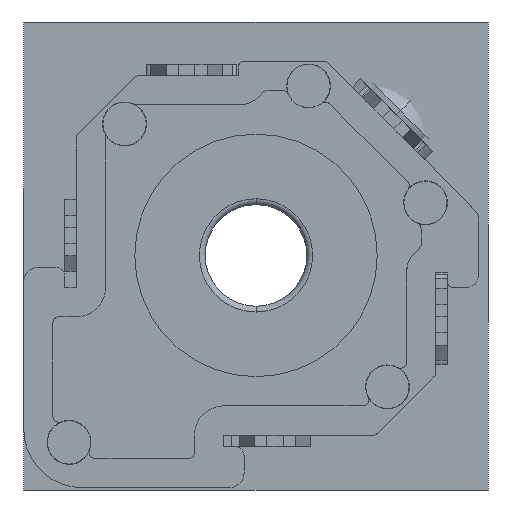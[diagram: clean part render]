
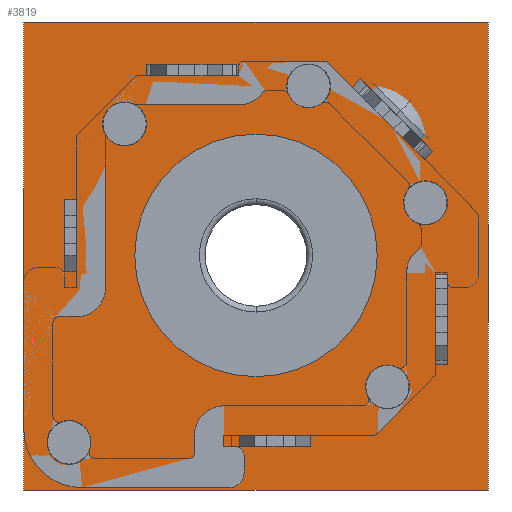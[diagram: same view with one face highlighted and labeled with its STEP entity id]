
A CAD part, front view. The second image highlights one B-rep face of the part: STEP entity #3819.
In plain terms, the highlighted planar face has unit normal (0, -1, 0).
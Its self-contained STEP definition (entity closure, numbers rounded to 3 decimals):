
#582=DIRECTION('',(1.,0.,0.));
#583=VECTOR('',#582,15.9);
#584=CARTESIAN_POINT('',(-7.95,0.5,7.99));
#585=LINE('',#584,#583);
#590=DIRECTION('',(0.,0.,-1.));
#591=VECTOR('',#590,16.02);
#592=CARTESIAN_POINT('',(7.95,0.5,7.99));
#593=LINE('',#592,#591);
#602=DIRECTION('',(-1.,0.,0.));
#603=VECTOR('',#602,15.9);
#604=CARTESIAN_POINT('',(7.95,0.5,-8.03));
#605=LINE('',#604,#603);
#618=DIRECTION('',(0.,0.,1.));
#619=VECTOR('',#618,16.02);
#620=CARTESIAN_POINT('',(-7.95,0.5,-8.03));
#621=LINE('',#620,#619);
#626=CARTESIAN_POINT('',(0.,0.5,0.));
#627=DIRECTION('',(0.,1.,0.));
#628=DIRECTION('',(0.,0.,-1.));
#629=AXIS2_PLACEMENT_3D('',#626,#627,#628);
#631=CARTESIAN_POINT('',(0.,0.5,0.));
#632=DIRECTION('',(0.,1.,0.));
#633=DIRECTION('',(0.,0.,1.));
#634=AXIS2_PLACEMENT_3D('',#631,#632,#633);
#636=CARTESIAN_POINT('',(-4.5,0.5,4.5));
#637=DIRECTION('',(0.,1.,0.));
#638=DIRECTION('',(1.,0.,0.));
#639=AXIS2_PLACEMENT_3D('',#636,#637,#638);
#641=CARTESIAN_POINT('',(-4.5,0.5,4.5));
#642=DIRECTION('',(0.,1.,0.));
#643=DIRECTION('',(-1.,0.,0.));
#644=AXIS2_PLACEMENT_3D('',#641,#642,#643);
#646=DIRECTION('',(-1.,0.,0.));
#647=VECTOR('',#646,3.065);
#648=CARTESIAN_POINT('',(-0.669,0.5,6.15));
#649=LINE('',#648,#647);
#650=DIRECTION('',(0.,0.,1.));
#651=VECTOR('',#650,0.4);
#652=CARTESIAN_POINT('',(-0.669,0.5,6.15));
#653=LINE('',#652,#651);
#654=DIRECTION('',(-1.,0.,0.));
#655=VECTOR('',#654,3.065);
#656=CARTESIAN_POINT('',(-0.669,0.5,6.55));
#657=LINE('',#656,#655);
#658=DIRECTION('',(0.,0.,1.));
#659=VECTOR('',#658,0.4);
#660=CARTESIAN_POINT('',(-3.733,0.5,6.15));
#661=LINE('',#660,#659);
#662=DIRECTION('',(0.,0.,1.));
#663=VECTOR('',#662,3.065);
#664=CARTESIAN_POINT('',(6.15,0.5,-3.733));
#665=LINE('',#664,#663);
#666=DIRECTION('',(-1.,0.,0.));
#667=VECTOR('',#666,0.4);
#668=CARTESIAN_POINT('',(6.55,0.5,-3.733));
#669=LINE('',#668,#667);
#670=DIRECTION('',(0.,0.,1.));
#671=VECTOR('',#670,3.065);
#672=CARTESIAN_POINT('',(6.55,0.5,-3.733));
#673=LINE('',#672,#671);
#674=DIRECTION('',(-1.,0.,0.));
#675=VECTOR('',#674,0.4);
#676=CARTESIAN_POINT('',(6.55,0.5,-0.668));
#677=LINE('',#676,#675);
#678=DIRECTION('',(0.,0.,1.));
#679=VECTOR('',#678,2.05);
#680=CARTESIAN_POINT('',(-6.15,0.5,-0.343));
#681=LINE('',#680,#679);
#682=DIRECTION('',(1.,0.,0.));
#683=VECTOR('',#682,0.4);
#684=CARTESIAN_POINT('',(-6.55,0.5,1.707));
#685=LINE('',#684,#683);
#686=DIRECTION('',(0.,0.,1.));
#687=VECTOR('',#686,2.05);
#688=CARTESIAN_POINT('',(-6.55,0.5,-0.343));
#689=LINE('',#688,#687);
#690=DIRECTION('',(-1.,0.,0.));
#691=VECTOR('',#690,0.4);
#692=CARTESIAN_POINT('',(-6.15,0.5,-0.343));
#693=LINE('',#692,#691);
#694=DIRECTION('',(0.707,0.,-0.707));
#695=VECTOR('',#694,3.499);
#696=CARTESIAN_POINT('',(3.571,0.5,6.045));
#697=LINE('',#696,#695);
#698=DIRECTION('',(-0.707,0.,-0.707));
#699=VECTOR('',#698,0.4);
#700=CARTESIAN_POINT('',(3.571,0.5,6.045));
#701=LINE('',#700,#699);
#702=DIRECTION('',(0.707,0.,-0.707));
#703=VECTOR('',#702,3.499);
#704=CARTESIAN_POINT('',(3.289,0.5,5.762));
#705=LINE('',#704,#703);
#706=DIRECTION('',(-0.707,0.,-0.707));
#707=VECTOR('',#706,0.4);
#708=CARTESIAN_POINT('',(6.045,0.5,3.571));
#709=LINE('',#708,#707);
#2368=CARTESIAN_POINT('',(0.,0.5,-4.15));
#2369=CARTESIAN_POINT('',(0.,0.5,4.15));
#2370=VERTEX_POINT('',#2368);
#2371=VERTEX_POINT('',#2369);
#2372=CARTESIAN_POINT('',(-7.95,0.5,7.99));
#2373=CARTESIAN_POINT('',(7.95,0.5,7.99));
#2374=VERTEX_POINT('',#2372);
#2375=VERTEX_POINT('',#2373);
#2376=CARTESIAN_POINT('',(7.95,0.5,-8.03));
#2377=VERTEX_POINT('',#2376);
#2378=CARTESIAN_POINT('',(-7.95,0.5,-8.03));
#2379=VERTEX_POINT('',#2378);
#2832=CARTESIAN_POINT('',(-3.75,0.5,4.5));
#2833=CARTESIAN_POINT('',(-5.25,0.5,4.5));
#2834=VERTEX_POINT('',#2832);
#2835=VERTEX_POINT('',#2833);
#2870=CARTESIAN_POINT('',(-0.669,0.5,6.15));
#2871=CARTESIAN_POINT('',(-3.733,0.5,6.15));
#2872=VERTEX_POINT('',#2870);
#2873=VERTEX_POINT('',#2871);
#2874=CARTESIAN_POINT('',(-0.669,0.5,6.55));
#2875=CARTESIAN_POINT('',(-3.733,0.5,6.55));
#2876=VERTEX_POINT('',#2874);
#2877=VERTEX_POINT('',#2875);
#2878=CARTESIAN_POINT('',(6.15,0.5,-3.733));
#2879=CARTESIAN_POINT('',(6.15,0.5,-0.668));
#2880=VERTEX_POINT('',#2878);
#2881=VERTEX_POINT('',#2879);
#2882=CARTESIAN_POINT('',(6.55,0.5,-3.733));
#2883=VERTEX_POINT('',#2882);
#2884=CARTESIAN_POINT('',(6.55,0.5,-0.668));
#2885=VERTEX_POINT('',#2884);
#2907=CARTESIAN_POINT('',(-6.15,0.5,-0.343));
#2908=CARTESIAN_POINT('',(-6.15,0.5,1.707));
#2909=VERTEX_POINT('',#2907);
#2910=VERTEX_POINT('',#2908);
#2911=CARTESIAN_POINT('',(-6.55,0.5,1.707));
#2912=VERTEX_POINT('',#2911);
#2913=CARTESIAN_POINT('',(-6.55,0.5,-0.343));
#2914=VERTEX_POINT('',#2913);
#2930=CARTESIAN_POINT('',(3.571,0.5,6.045));
#2931=CARTESIAN_POINT('',(6.045,0.5,3.571));
#2932=VERTEX_POINT('',#2930);
#2933=VERTEX_POINT('',#2931);
#2934=CARTESIAN_POINT('',(3.289,0.5,5.762));
#2935=VERTEX_POINT('',#2934);
#2936=CARTESIAN_POINT('',(5.762,0.5,3.289));
#2937=VERTEX_POINT('',#2936);
#3758=CARTESIAN_POINT('',(0.,0.5,-0.02));
#3759=DIRECTION('',(0.,1.,0.));
#3760=DIRECTION('',(0.,0.,-1.));
#3761=AXIS2_PLACEMENT_3D('',#3758,#3759,#3760);
#3762=PLANE('',#3761);
#3763=ORIENTED_EDGE('',*,*,#3710,.T.);
#3764=ORIENTED_EDGE('',*,*,#3725,.T.);
#3765=ORIENTED_EDGE('',*,*,#3739,.T.);
#3766=ORIENTED_EDGE('',*,*,#3752,.T.);
#3767=EDGE_LOOP('',(#3763,#3764,#3765,#3766));
#3768=FACE_OUTER_BOUND('',#3767,.F.);
#3769=ORIENTED_EDGE('',*,*,#3071,.F.);
#3770=ORIENTED_EDGE('',*,*,#3375,.F.);
#3771=EDGE_LOOP('',(#3769,#3770));
#3772=FACE_BOUND('',#3771,.F.);
#3774=ORIENTED_EDGE('',*,*,#3773,.F.);
#3776=ORIENTED_EDGE('',*,*,#3775,.F.);
#3777=EDGE_LOOP('',(#3774,#3776));
#3778=FACE_BOUND('',#3777,.F.);
#3780=ORIENTED_EDGE('',*,*,#3779,.F.);
#3782=ORIENTED_EDGE('',*,*,#3781,.T.);
#3784=ORIENTED_EDGE('',*,*,#3783,.T.);
#3786=ORIENTED_EDGE('',*,*,#3785,.F.);
#3787=EDGE_LOOP('',(#3780,#3782,#3784,#3786));
#3788=FACE_BOUND('',#3787,.F.);
#3790=ORIENTED_EDGE('',*,*,#3789,.F.);
#3792=ORIENTED_EDGE('',*,*,#3791,.F.);
#3794=ORIENTED_EDGE('',*,*,#3793,.T.);
#3796=ORIENTED_EDGE('',*,*,#3795,.T.);
#3797=EDGE_LOOP('',(#3790,#3792,#3794,#3796));
#3798=FACE_BOUND('',#3797,.F.);
#3800=ORIENTED_EDGE('',*,*,#3799,.T.);
#3802=ORIENTED_EDGE('',*,*,#3801,.F.);
#3804=ORIENTED_EDGE('',*,*,#3803,.F.);
#3806=ORIENTED_EDGE('',*,*,#3805,.F.);
#3807=EDGE_LOOP('',(#3800,#3802,#3804,#3806));
#3808=FACE_BOUND('',#3807,.F.);
#3810=ORIENTED_EDGE('',*,*,#3809,.F.);
#3812=ORIENTED_EDGE('',*,*,#3811,.T.);
#3814=ORIENTED_EDGE('',*,*,#3813,.T.);
#3816=ORIENTED_EDGE('',*,*,#3815,.F.);
#3817=EDGE_LOOP('',(#3810,#3812,#3814,#3816));
#3818=FACE_BOUND('',#3817,.F.);
#630=CIRCLE('',#629,4.15);
#635=CIRCLE('',#634,4.15);
#640=CIRCLE('',#639,0.75);
#645=CIRCLE('',#644,0.75);
#3071=EDGE_CURVE('',#2370,#2371,#630,.T.);
#3375=EDGE_CURVE('',#2371,#2370,#635,.T.);
#3710=EDGE_CURVE('',#2374,#2375,#585,.T.);
#3725=EDGE_CURVE('',#2375,#2377,#593,.T.);
#3739=EDGE_CURVE('',#2377,#2379,#605,.T.);
#3752=EDGE_CURVE('',#2379,#2374,#621,.T.);
#3773=EDGE_CURVE('',#2834,#2835,#640,.T.);
#3775=EDGE_CURVE('',#2835,#2834,#645,.T.);
#3779=EDGE_CURVE('',#2872,#2873,#649,.T.);
#3781=EDGE_CURVE('',#2872,#2876,#653,.T.);
#3783=EDGE_CURVE('',#2876,#2877,#657,.T.);
#3785=EDGE_CURVE('',#2873,#2877,#661,.T.);
#3789=EDGE_CURVE('',#2880,#2881,#665,.T.);
#3791=EDGE_CURVE('',#2883,#2880,#669,.T.);
#3793=EDGE_CURVE('',#2883,#2885,#673,.T.);
#3795=EDGE_CURVE('',#2885,#2881,#677,.T.);
#3799=EDGE_CURVE('',#2909,#2910,#681,.T.);
#3801=EDGE_CURVE('',#2912,#2910,#685,.T.);
#3803=EDGE_CURVE('',#2914,#2912,#689,.T.);
#3805=EDGE_CURVE('',#2909,#2914,#693,.T.);
#3809=EDGE_CURVE('',#2932,#2933,#697,.T.);
#3811=EDGE_CURVE('',#2932,#2935,#701,.T.);
#3813=EDGE_CURVE('',#2935,#2937,#705,.T.);
#3815=EDGE_CURVE('',#2933,#2937,#709,.T.);
#3819=ADVANCED_FACE('',(#3768,#3772,#3778,#3788,#3798,#3808,#3818),#3762,.F.);
